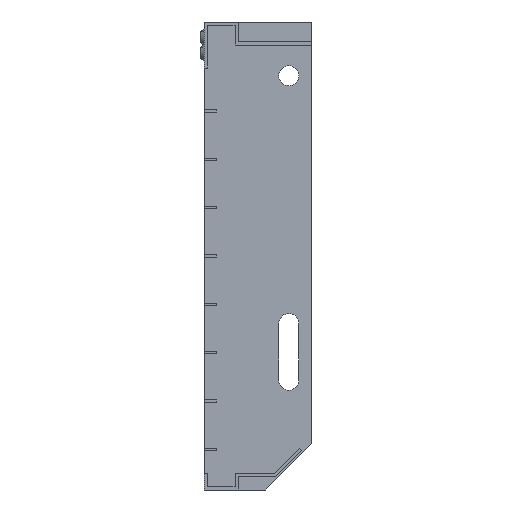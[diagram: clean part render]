
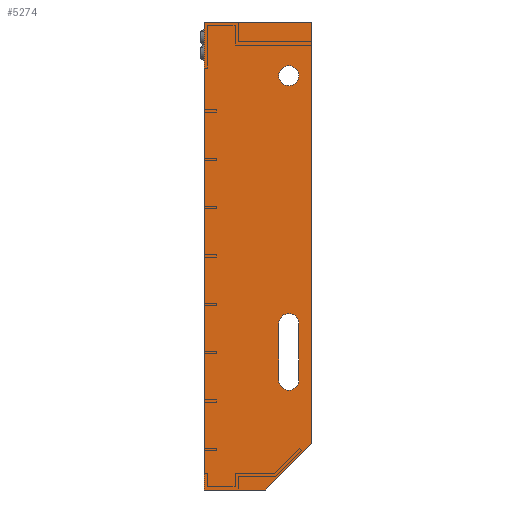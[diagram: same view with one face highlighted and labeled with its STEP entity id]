
A CAD part, left-side view. The second image highlights one B-rep face of the part: STEP entity #5274.
In plain terms, the highlighted planar face has unit normal (-1, 0, 0).
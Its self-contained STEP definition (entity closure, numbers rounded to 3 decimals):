
#169 = FACE_BOUND ( 'NONE', #29459, .T. ) ;
#995 = VERTEX_POINT ( 'NONE', #12196 ) ;
#1093 = VECTOR ( 'NONE', #6385, 1000. ) ;
#1347 = DIRECTION ( 'NONE',  ( 1., 0., 0. ) ) ;
#1688 = AXIS2_PLACEMENT_3D ( 'NONE', #32802, #25571, #25467 ) ;
#1896 = DIRECTION ( 'NONE',  ( 0., -1., 0. ) ) ;
#2120 = LINE ( 'NONE', #31807, #3730 ) ;
#2216 = ORIENTED_EDGE ( 'NONE', *, *, #12649, .T. ) ;
#3115 = CARTESIAN_POINT ( 'NONE',  ( -450., 0., -275. ) ) ;
#3484 = VERTEX_POINT ( 'NONE', #23611 ) ;
#3713 = CARTESIAN_POINT ( 'NONE',  ( -450., 21.5, -233.5 ) ) ;
#3730 = VECTOR ( 'NONE', #6842, 1000. ) ;
#3829 = VERTEX_POINT ( 'NONE', #8679 ) ;
#3886 = EDGE_LOOP ( 'NONE', ( #8651, #13425 ) ) ;
#4131 = DIRECTION ( 'NONE',  ( 0., 0., -1. ) ) ;
#4649 = VECTOR ( 'NONE', #31190, 1000. ) ;
#5274 = ADVANCED_FACE ( 'NONE', ( #169, #18878, #15265 ), #29225, .F. ) ;
#6065 = VERTEX_POINT ( 'NONE', #14327 ) ;
#6165 = LINE ( 'NONE', #27496, #11305 ) ;
#6358 = VECTOR ( 'NONE', #22131, 1000. ) ;
#6385 = DIRECTION ( 'NONE',  ( 0., 0., 1. ) ) ;
#6754 = EDGE_CURVE ( 'NONE', #14691, #995, #13628, .T. ) ;
#6842 = DIRECTION ( 'NONE',  ( 0., 0., 1. ) ) ;
#7232 = CARTESIAN_POINT ( 'NONE',  ( -450., 70., -305. ) ) ;
#7677 = ORIENTED_EDGE ( 'NONE', *, *, #25106, .T. ) ;
#8271 = CIRCLE ( 'NONE', #12423, 6.5 ) ;
#8534 = EDGE_CURVE ( 'NONE', #26837, #13815, #27843, .T. ) ;
#8651 = ORIENTED_EDGE ( 'NONE', *, *, #8534, .T. ) ;
#8679 = CARTESIAN_POINT ( 'NONE',  ( -450., 21.5, -233.5 ) ) ;
#9209 = ORIENTED_EDGE ( 'NONE', *, *, #10857, .F. ) ;
#9826 = DIRECTION ( 'NONE',  ( 1., 0., 0. ) ) ;
#10176 = ORIENTED_EDGE ( 'NONE', *, *, #28497, .T. ) ;
#10857 = EDGE_CURVE ( 'NONE', #6065, #3484, #12135, .T. ) ;
#11300 = AXIS2_PLACEMENT_3D ( 'NONE', #29135, #16138, #24047 ) ;
#11305 = VECTOR ( 'NONE', #12284, 1000. ) ;
#11809 = VERTEX_POINT ( 'NONE', #21058 ) ;
#12040 = CIRCLE ( 'NONE', #31097, 6.5 ) ;
#12064 = EDGE_CURVE ( 'NONE', #28641, #6065, #2120, .T. ) ;
#12135 = LINE ( 'NONE', #17119, #21673 ) ;
#12196 = CARTESIAN_POINT ( 'NONE',  ( -450., 30., -305. ) ) ;
#12284 = DIRECTION ( 'NONE',  ( 0., 0., -1. ) ) ;
#12423 = AXIS2_PLACEMENT_3D ( 'NONE', #14212, #19348, #4131 ) ;
#12479 = ORIENTED_EDGE ( 'NONE', *, *, #16628, .T. ) ;
#12649 = EDGE_CURVE ( 'NONE', #11809, #30195, #12040, .T. ) ;
#13425 = ORIENTED_EDGE ( 'NONE', *, *, #25289, .T. ) ;
#13628 = LINE ( 'NONE', #22950, #14802 ) ;
#13815 = VERTEX_POINT ( 'NONE', #14963 ) ;
#14013 = CARTESIAN_POINT ( 'NONE',  ( -450., 0., 0. ) ) ;
#14212 = CARTESIAN_POINT ( 'NONE',  ( -450., 15., -233.5 ) ) ;
#14327 = CARTESIAN_POINT ( 'NONE',  ( -450., 70., 0. ) ) ;
#14515 = CIRCLE ( 'NONE', #14694, 6.5 ) ;
#14691 = VERTEX_POINT ( 'NONE', #19266 ) ;
#14694 = AXIS2_PLACEMENT_3D ( 'NONE', #15243, #9826, #30581 ) ;
#14802 = VECTOR ( 'NONE', #30583, 1000. ) ;
#14963 = CARTESIAN_POINT ( 'NONE',  ( -450., 15., -28.5 ) ) ;
#15243 = CARTESIAN_POINT ( 'NONE',  ( -450., 15., -233.5 ) ) ;
#15265 = FACE_OUTER_BOUND ( 'NONE', #25646, .T. ) ;
#15430 = EDGE_CURVE ( 'NONE', #995, #28641, #26618, .T. ) ;
#15630 = CARTESIAN_POINT ( 'NONE',  ( -450., 15., -196.5 ) ) ;
#15740 = DIRECTION ( 'NONE',  ( 0., 0., -1. ) ) ;
#16138 = DIRECTION ( 'NONE',  ( 1., 0., 0. ) ) ;
#16502 = CARTESIAN_POINT ( 'NONE',  ( -450., 8.5, -233.5 ) ) ;
#16628 = EDGE_CURVE ( 'NONE', #3829, #11809, #21382, .T. ) ;
#17119 = CARTESIAN_POINT ( 'NONE',  ( -450., 0., 0. ) ) ;
#17606 = ORIENTED_EDGE ( 'NONE', *, *, #15430, .F. ) ;
#18571 = CARTESIAN_POINT ( 'NONE',  ( -450., 15., -240. ) ) ;
#18878 = FACE_BOUND ( 'NONE', #3886, .T. ) ;
#18950 = LINE ( 'NONE', #3115, #4649 ) ;
#19266 = CARTESIAN_POINT ( 'NONE',  ( -450., 0., -275. ) ) ;
#19348 = DIRECTION ( 'NONE',  ( 1., 0., 0. ) ) ;
#21058 = CARTESIAN_POINT ( 'NONE',  ( -450., 21.5, -196.5 ) ) ;
#21382 = LINE ( 'NONE', #3713, #1093 ) ;
#21646 = AXIS2_PLACEMENT_3D ( 'NONE', #14013, #1347, #31446 ) ;
#21673 = VECTOR ( 'NONE', #1896, 1000. ) ;
#22131 = DIRECTION ( 'NONE',  ( 0., 1., 0. ) ) ;
#22950 = CARTESIAN_POINT ( 'NONE',  ( -450., 30., -305. ) ) ;
#23611 = CARTESIAN_POINT ( 'NONE',  ( -450., 0., 0. ) ) ;
#23692 = ORIENTED_EDGE ( 'NONE', *, *, #12064, .F. ) ;
#23905 = CARTESIAN_POINT ( 'NONE',  ( -450., 15., -41.5 ) ) ;
#24047 = DIRECTION ( 'NONE',  ( 0., 0., -1. ) ) ;
#24249 = CARTESIAN_POINT ( 'NONE',  ( -450., 70., -305. ) ) ;
#24328 = ORIENTED_EDGE ( 'NONE', *, *, #6754, .F. ) ;
#24845 = VERTEX_POINT ( 'NONE', #16502 ) ;
#25106 = EDGE_CURVE ( 'NONE', #32689, #3829, #14515, .T. ) ;
#25289 = EDGE_CURVE ( 'NONE', #13815, #26837, #30004, .T. ) ;
#25467 = DIRECTION ( 'NONE',  ( 0., 0., -1. ) ) ;
#25571 = DIRECTION ( 'NONE',  ( 1., 0., 0. ) ) ;
#25646 = EDGE_LOOP ( 'NONE', ( #28166, #9209, #23692, #17606, #24328 ) ) ;
#26121 = ORIENTED_EDGE ( 'NONE', *, *, #31965, .T. ) ;
#26618 = LINE ( 'NONE', #24249, #6358 ) ;
#26837 = VERTEX_POINT ( 'NONE', #23905 ) ;
#27496 = CARTESIAN_POINT ( 'NONE',  ( -450., 8.5, -196.5 ) ) ;
#27843 = CIRCLE ( 'NONE', #1688, 6.5 ) ;
#28166 = ORIENTED_EDGE ( 'NONE', *, *, #29336, .F. ) ;
#28497 = EDGE_CURVE ( 'NONE', #24845, #32689, #8271, .T. ) ;
#28641 = VERTEX_POINT ( 'NONE', #7232 ) ;
#28649 = CARTESIAN_POINT ( 'NONE',  ( -450., 8.5, -196.5 ) ) ;
#29135 = CARTESIAN_POINT ( 'NONE',  ( -450., 15., -35. ) ) ;
#29225 = PLANE ( 'NONE',  #21646 ) ;
#29336 = EDGE_CURVE ( 'NONE', #3484, #14691, #18950, .T. ) ;
#29459 = EDGE_LOOP ( 'NONE', ( #26121, #10176, #7677, #12479, #2216 ) ) ;
#29969 = DIRECTION ( 'NONE',  ( 1., 0., 0. ) ) ;
#30004 = CIRCLE ( 'NONE', #11300, 6.5 ) ;
#30195 = VERTEX_POINT ( 'NONE', #28649 ) ;
#30581 = DIRECTION ( 'NONE',  ( 0., 0., -1. ) ) ;
#30583 = DIRECTION ( 'NONE',  ( 0., 0.707, -0.707 ) ) ;
#31097 = AXIS2_PLACEMENT_3D ( 'NONE', #15630, #29969, #15740 ) ;
#31190 = DIRECTION ( 'NONE',  ( 0., 0., -1. ) ) ;
#31446 = DIRECTION ( 'NONE',  ( 0., 0., 1. ) ) ;
#31807 = CARTESIAN_POINT ( 'NONE',  ( -450., 70., 0. ) ) ;
#31965 = EDGE_CURVE ( 'NONE', #30195, #24845, #6165, .T. ) ;
#32689 = VERTEX_POINT ( 'NONE', #18571 ) ;
#32802 = CARTESIAN_POINT ( 'NONE',  ( -450., 15., -35. ) ) ;
